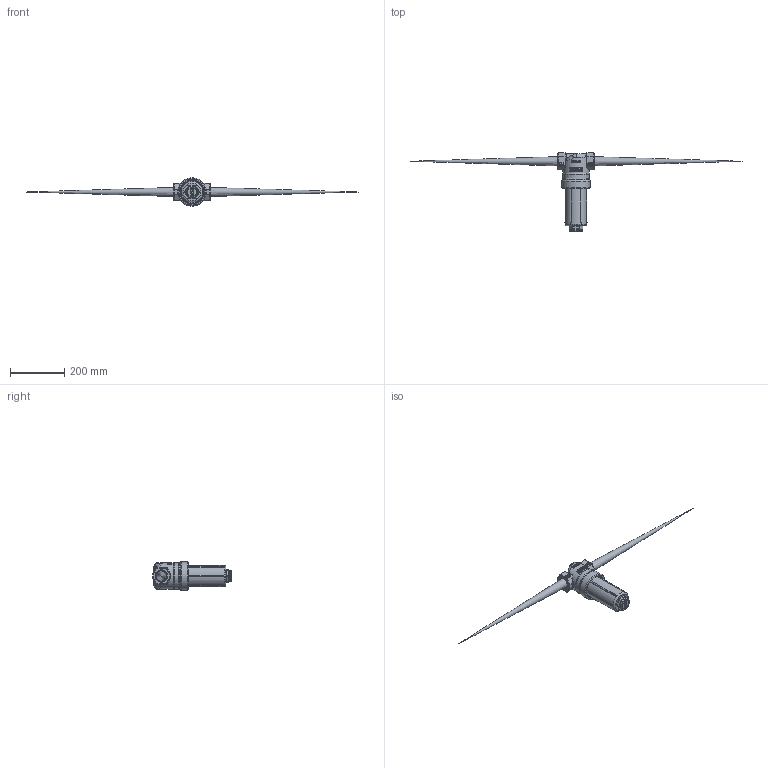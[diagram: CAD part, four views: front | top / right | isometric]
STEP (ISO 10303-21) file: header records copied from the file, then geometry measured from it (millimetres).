
FILE_DESCRIPTION(/* description */ (''),/* implementation_level */ '2;1');
FILE_NAME(/* name */ 'LST125-HB.stp',/* time_stamp */ '2018-12-05T09:30:02-05:00',/* author */ ('casbury'),/* organization */ (''),/* preprocessor_version */ 'ST-DEVELOPER v17',/* originating_system */ 'Autodesk Inventor 2018',/* authorisation */ '');
FILE_SCHEMA (('AUTOMOTIVE_DESIGN { 1 0 10303 214 3 1 1 }'));
Length unit declared in the file: inch
Products named in the file (9): LST125-HB; CE050D; LST125-H; LST1300D; LST150-B; LST150-XB; LSQ200-R; LSQ200-PL; LST150-G
Assembly tree (8 placements, depth 3):
  LST125-HB
    CE050D
    LST125-H
    LST1300D
    LST150-B
      LST150-XB
      LSQ200-R
      LSQ200-PL
    LST150-G
Bounding box: 1226.46 x 290.39 x 104.78 mm (x, y, z)
Volume: 778339.6 mm3; surface area: 411480.2 mm2
Topology: 7 solids, 7 shells, 2812 faces, 7479 edges, 4879 vertices
Faces by surface type: plane 1509, bspline 916, cylinder 269, cone 48, torus 48, sphere 22
Full cylindrical faces by diameter (mm): 12.7 x1, 19.05 x1, 33.401 x1, 38.1 x6, 50.8 x1, 57.404 x1, 57.531 x1, 65.087 x1, 66.548 x1, 72.898 x1, 77.216 x1, 77.787 x1, 81.026 x1, 83.82 x6, 86.448 x7, 87.255 x4, 89.916 x8, 96.774 x3, 104.775 x1
Entity records: 141590 total; most frequent: CARTESIAN_POINT 76579, ORIENTED_EDGE 14886, DIRECTION 10000, EDGE_CURVE 7443, VERTEX_POINT 4875, LINE 4558, VECTOR 4558, EDGE_LOOP 3052
